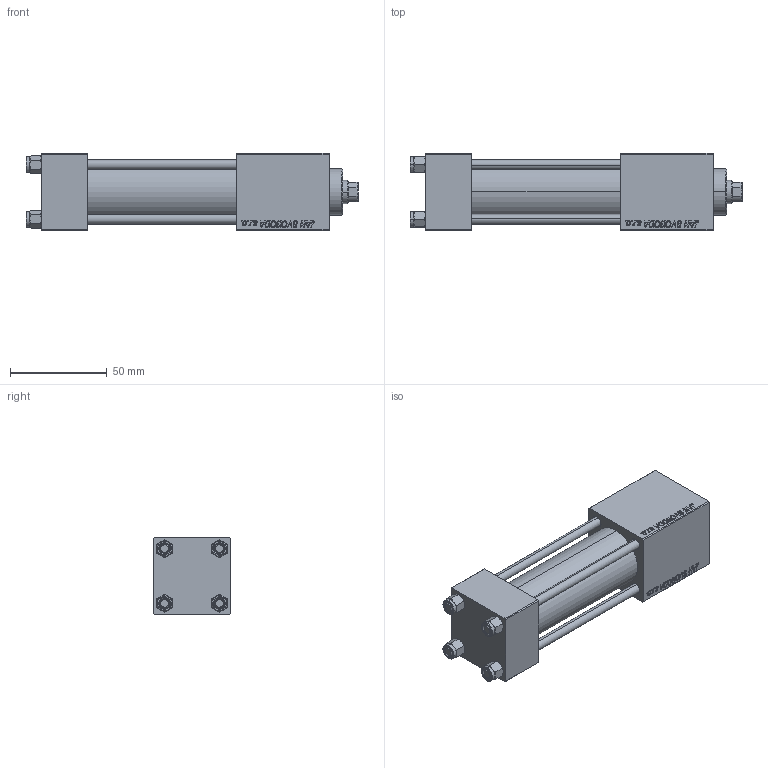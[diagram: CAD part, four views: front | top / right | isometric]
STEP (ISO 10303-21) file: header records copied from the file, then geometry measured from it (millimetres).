
FILE_DESCRIPTION (( 'STEP AP203' ), '1' );
FILE_NAME ('dcef.STEP', '2022-04-14T15:09:41', ( '' ), ( '' ), 'SwSTEP 2.0', 'SolidWorks 2019', '' );
FILE_SCHEMA (( 'CONFIG_CONTROL_DESIGN' ));
Length unit declared in the file: millimetre
Products named in the file (6): V215_VC_A 4faec106ebbec7d50446536e24c75ffa; V215CR_VCP_C 4faec106ebbec7d50446536e24c75ffa; NUT_M5_C 4faec106ebbec7d50446536e24c75ffa; dcef; V215CR_C_TYCINKA 4faec106ebbec7d50446536e24c75ffa; V215CR_C_Body 4faec106ebbec7d50446536e24c75ffa
Assembly tree (11 placements, depth 2):
  dcef
    V215CR_C_Body 4faec106ebbec7d50446536e24c75ffa
    V215CR_VCP_C 4faec106ebbec7d50446536e24c75ffa
    NUT_M5_C 4faec106ebbec7d50446536e24c75ffa  x4
    V215CR_C_TYCINKA 4faec106ebbec7d50446536e24c75ffa  x4
    V215_VC_A 4faec106ebbec7d50446536e24c75ffa
Bounding box: 172 x 40 x 40 mm (x, y, z)
Volume: 155925.5 mm3; surface area: 62815.2 mm2
Topology: 11 solids, 11 shells, 1154 faces, 2884 edges, 1867 vertices
Faces by surface type: plane 527, bspline 392, cone 136, cylinder 91, torus 8
Entity records: 50308 total; most frequent: CARTESIAN_POINT 27100, ORIENTED_EDGE 5260, DIRECTION 3330, EDGE_CURVE 2630, VERTEX_POINT 1723, LINE 1592, VECTOR 1592, EDGE_LOOP 1161
